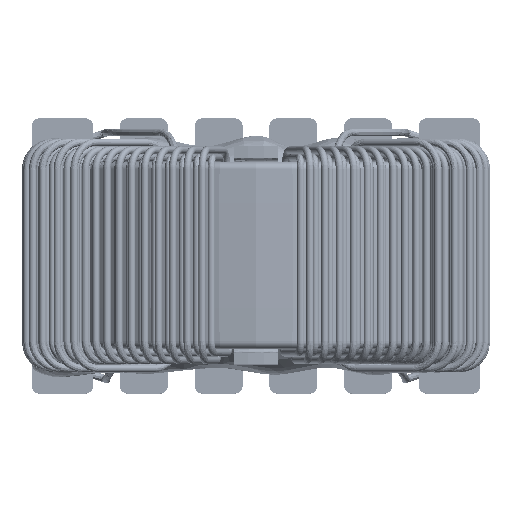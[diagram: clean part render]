
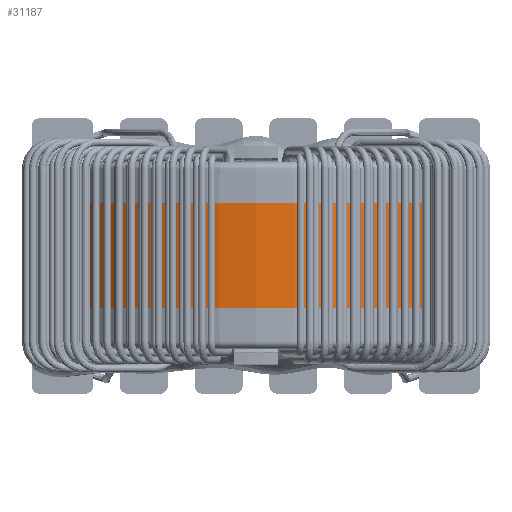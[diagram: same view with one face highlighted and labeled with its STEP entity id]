
A CAD part, top view. The second image highlights one B-rep face of the part: STEP entity #31187.
In plain terms, the highlighted cylindrical face has radius 14.155 mm (diameter 28.31 mm), a full revolution.
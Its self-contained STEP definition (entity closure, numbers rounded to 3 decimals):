
#7759=ORIENTED_EDGE('',*,*,#10160,.T.);
#7760=ORIENTED_EDGE('',*,*,#10161,.F.);
#10160=EDGE_CURVE('',#12162,#12162,#13576,.T.);
#10161=EDGE_CURVE('',#12163,#12163,#13577,.T.);
#12162=VERTEX_POINT('',#114208);
#12163=VERTEX_POINT('',#114210);
#13576=CIRCLE('',#33957,14.155);
#13577=CIRCLE('',#33958,14.155);
#16457=EDGE_LOOP('',(#7759));
#16458=EDGE_LOOP('',(#7760));
#19342=FACE_BOUND('',#16457,.T.);
#19343=FACE_BOUND('',#16458,.T.);
#20017=CYLINDRICAL_SURFACE('',#33956,14.155);
#31187=ADVANCED_FACE('',(#19342,#19343),#20017,.T.);
#33956=AXIS2_PLACEMENT_3D('',#114206,#40321,#40322);
#33957=AXIS2_PLACEMENT_3D('',#114207,#40323,#40324);
#33958=AXIS2_PLACEMENT_3D('',#114209,#40325,#40326);
#40321=DIRECTION('',(0.,1.,0.));
#40322=DIRECTION('',(0.,0.,1.));
#40323=DIRECTION('',(0.,1.,0.));
#40324=DIRECTION('',(1.,0.,0.));
#40325=DIRECTION('',(0.,1.,0.));
#40326=DIRECTION('',(1.,0.,0.));
#114206=CARTESIAN_POINT('',(0.,-3.5,0.));
#114207=CARTESIAN_POINT('',(0.,-3.5,0.));
#114208=CARTESIAN_POINT('',(14.155,-3.5,0.));
#114209=CARTESIAN_POINT('',(0.,3.5,0.));
#114210=CARTESIAN_POINT('',(14.155,3.5,0.));
